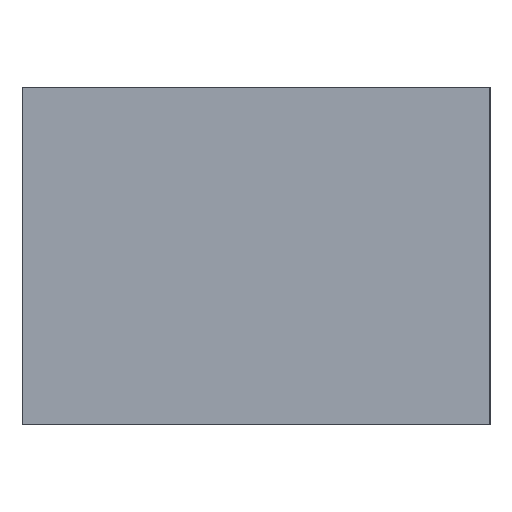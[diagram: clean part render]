
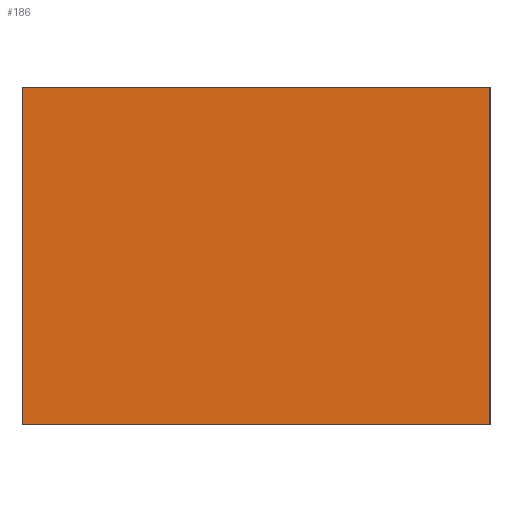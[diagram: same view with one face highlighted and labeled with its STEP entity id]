
A CAD part, left-side view. The second image highlights one B-rep face of the part: STEP entity #186.
In plain terms, the highlighted planar face has unit normal (-1, 0, 0).
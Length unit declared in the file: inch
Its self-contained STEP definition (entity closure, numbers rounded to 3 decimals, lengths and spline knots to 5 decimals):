
#20=FACE_OUTER_BOUND('',#30,.T.);
#30=EDGE_LOOP('',(#147,#148,#149,#150));
#37=LINE('',#269,#61);
#46=LINE('',#287,#70);
#52=LINE('',#298,#76);
#53=LINE('',#300,#77);
#61=VECTOR('',#221,0.3937);
#70=VECTOR('',#234,0.3937);
#76=VECTOR('',#244,0.3937);
#77=VECTOR('',#247,0.3937);
#85=VERTEX_POINT('',#266);
#86=VERTEX_POINT('',#268);
#93=VERTEX_POINT('',#286);
#96=VERTEX_POINT('',#296);
#101=EDGE_CURVE('',#85,#86,#37,.T.);
#110=EDGE_CURVE('',#93,#86,#46,.T.);
#116=EDGE_CURVE('',#85,#96,#52,.T.);
#117=EDGE_CURVE('',#96,#93,#53,.T.);
#147=ORIENTED_EDGE('',*,*,#116,.T.);
#148=ORIENTED_EDGE('',*,*,#117,.T.);
#149=ORIENTED_EDGE('',*,*,#110,.T.);
#150=ORIENTED_EDGE('',*,*,#101,.F.);
#176=PLANE('',#210);
#186=ADVANCED_FACE('',(#20),#176,.T.);
#210=AXIS2_PLACEMENT_3D('',#299,#245,#246);
#221=DIRECTION('',(0.,0.,-1.));
#234=DIRECTION('',(0.,-1.,0.));
#244=DIRECTION('',(0.,1.,0.));
#245=DIRECTION('center_axis',(-1.,0.,0.));
#246=DIRECTION('ref_axis',(0.,0.,1.));
#247=DIRECTION('',(0.,0.,-1.));
#266=CARTESIAN_POINT('',(0.,-0.005,0.));
#268=CARTESIAN_POINT('',(0.,-0.005,-0.40005));
#269=CARTESIAN_POINT('',(0.,-0.005,-0.14605));
#286=CARTESIAN_POINT('',(0.,0.55,-0.40005));
#287=CARTESIAN_POINT('',(0.,0.,-0.40005));
#296=CARTESIAN_POINT('',(0.,0.55,0.));
#298=CARTESIAN_POINT('',(0.,0.,0.));
#299=CARTESIAN_POINT('Origin',(0.,0.,-0.14605));
#300=CARTESIAN_POINT('',(0.,0.55,-0.14605));
